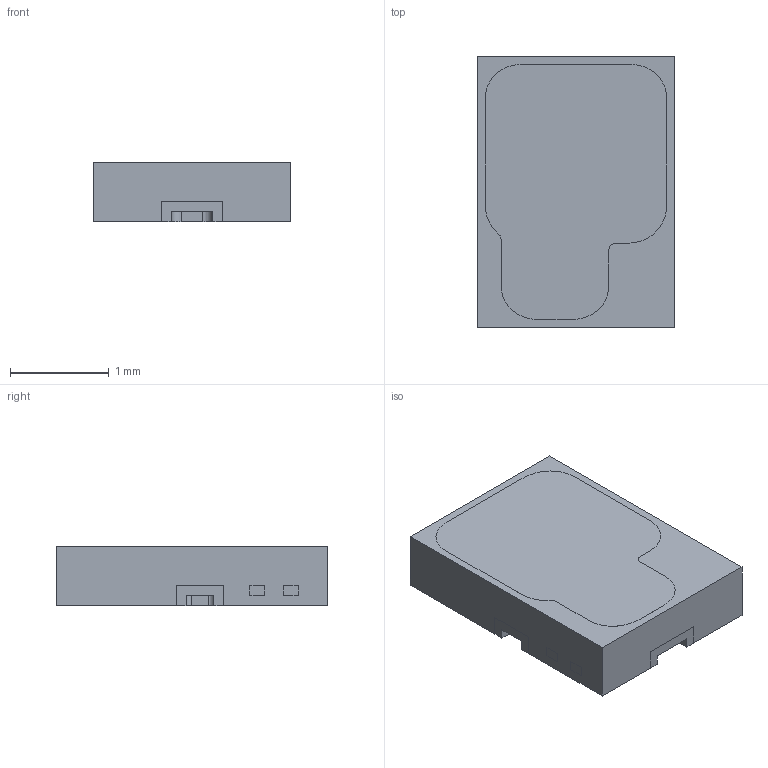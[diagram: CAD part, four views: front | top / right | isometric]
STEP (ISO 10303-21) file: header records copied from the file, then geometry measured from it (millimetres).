
FILE_DESCRIPTION(('FreeCAD Model'),'2;1');
FILE_NAME('KW_DMLQ31SG_070415_geometry.step','2019-05-22T12:25:51',('kicad StepUp') ,('ksu MCAD'),'Open CASCADE STEP processor 7.2','FreeCAD','Unknown');
FILE_SCHEMA(('AUTOMOTIVE_DESIGN { 1 0 10303 214 1 1 1 1 }'));
Length unit declared in the file: millimetre
Products named in the file (1): KW_DMLQ31SG_070415_geometry
Bounding box: 2 x 2.75 x 0.6 mm (x, y, z)
Volume: 3.3 mm3; surface area: 16.8 mm2
Topology: 1 solids, 1 shells, 110 faces, 309 edges, 206 vertices
Faces by surface type: plane 78, cylinder 32
Entity records: 3558 total; most frequent: CARTESIAN_POINT 626, ORIENTED_EDGE 618, DIRECTION 595, EDGE_CURVE 309, LINE 245, VECTOR 245, VERTEX_POINT 206, AXIS2_PLACEMENT_3D 175
